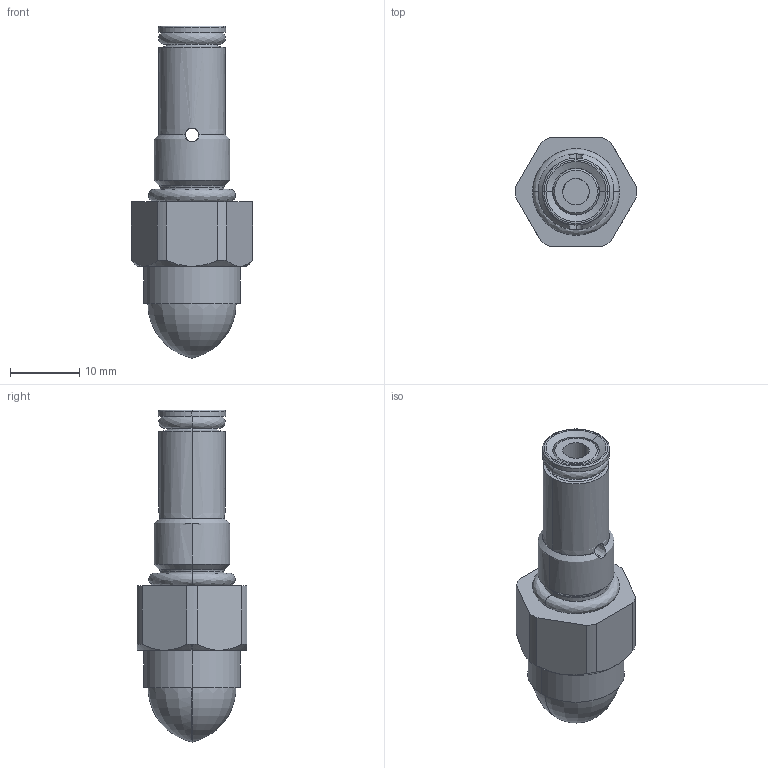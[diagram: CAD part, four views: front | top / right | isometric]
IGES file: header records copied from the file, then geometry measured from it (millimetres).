
Start section:  PTC IGES file: ilc70203773.igs
Global section: file name: ilc70203773.igs; native system: Pro/ENGINEER by Parametric Technology Corporation; preprocessor: 2007460; author: KR; organization: Unknown; date: 20110801.140045; units: inch
Bounding box: 17.53 x 15.88 x 48.01 mm (x, y, z)
Surface area: 3434.8 mm2 (no closed solid volume)
Topology: 0 solids, 0 shells, 109 faces, 506 edges, 500 vertices
Faces by surface type: revolution 70, bspline 39
